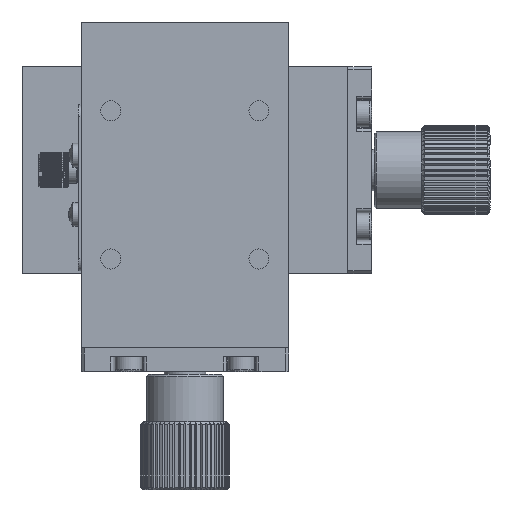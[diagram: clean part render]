
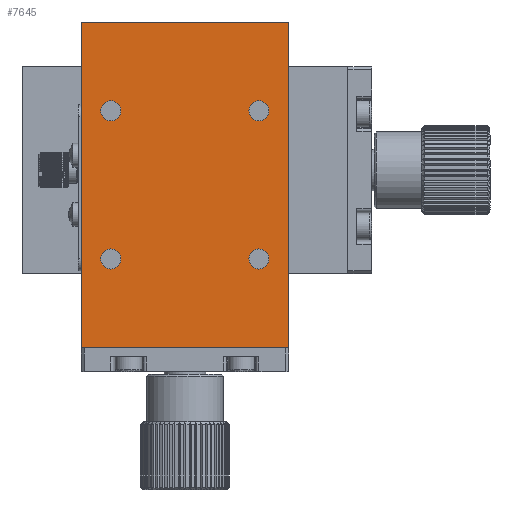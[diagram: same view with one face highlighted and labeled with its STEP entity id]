
A CAD part, front view. The second image highlights one B-rep face of the part: STEP entity #7645.
In plain terms, the highlighted planar face has unit normal (0, -1, 0).
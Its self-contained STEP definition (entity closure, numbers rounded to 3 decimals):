
#1308 = CIRCLE ( 'NONE', #28925, 1.7 ) ;
#1402 = EDGE_LOOP ( 'NONE', ( #30015 ) ) ;
#2043 = FACE_OUTER_BOUND ( 'NONE', #20388, .T. ) ;
#2268 = VERTEX_POINT ( 'NONE', #29187 ) ;
#3807 = ORIENTED_EDGE ( 'NONE', *, *, #30971, .F. ) ;
#4432 = VERTEX_POINT ( 'NONE', #34602 ) ;
#4602 = ORIENTED_EDGE ( 'NONE', *, *, #39785, .F. ) ;
#6436 = CIRCLE ( 'NONE', #17502, 1.7 ) ;
#7645 = ADVANCED_FACE ( 'NONE', ( #2043, #9442, #32184, #27513, #12901 ), #23817, .F. ) ;
#7859 = AXIS2_PLACEMENT_3D ( 'NONE', #28067, #23894, #35973 ) ;
#7961 = VERTEX_POINT ( 'NONE', #19549 ) ;
#8634 = CIRCLE ( 'NONE', #7859, 1.7 ) ;
#9286 = VERTEX_POINT ( 'NONE', #9389 ) ;
#9389 = CARTESIAN_POINT ( 'NONE',  ( 17.5, 0., 0. ) ) ;
#9442 = FACE_BOUND ( 'NONE', #1402, .T. ) ;
#9515 = ORIENTED_EDGE ( 'NONE', *, *, #25618, .F. ) ;
#9562 = CARTESIAN_POINT ( 'NONE',  ( -17.5, 0., -55. ) ) ;
#10823 = CARTESIAN_POINT ( 'NONE',  ( 17.5, 0., -55. ) ) ;
#11625 = AXIS2_PLACEMENT_3D ( 'NONE', #47301, #43061, #16109 ) ;
#12901 = FACE_BOUND ( 'NONE', #30339, .T. ) ;
#13142 = DIRECTION ( 'NONE',  ( 0., -1., 0. ) ) ;
#14548 = DIRECTION ( 'NONE',  ( 1., 0., 0. ) ) ;
#14631 = CARTESIAN_POINT ( 'NONE',  ( -12.5, 0., -13.3 ) ) ;
#15142 = ORIENTED_EDGE ( 'NONE', *, *, #46800, .F. ) ;
#15263 = ORIENTED_EDGE ( 'NONE', *, *, #33192, .F. ) ;
#16109 = DIRECTION ( 'NONE',  ( 0., 0., 1. ) ) ;
#16570 = ORIENTED_EDGE ( 'NONE', *, *, #27741, .F. ) ;
#17502 = AXIS2_PLACEMENT_3D ( 'NONE', #42978, #39028, #20009 ) ;
#17550 = CARTESIAN_POINT ( 'NONE',  ( -12.5, 0., -40. ) ) ;
#17581 = CARTESIAN_POINT ( 'NONE',  ( 12.5, 0., -40. ) ) ;
#18519 = EDGE_CURVE ( 'NONE', #7961, #32144, #43187, .T. ) ;
#18897 = VECTOR ( 'NONE', #39483, 1000. ) ;
#19549 = CARTESIAN_POINT ( 'NONE',  ( -17.5, 0., -55. ) ) ;
#20009 = DIRECTION ( 'NONE',  ( 0., 0., 1. ) ) ;
#20388 = EDGE_LOOP ( 'NONE', ( #31223, #15263, #3807, #16570 ) ) ;
#20764 = EDGE_CURVE ( 'NONE', #32221, #32221, #6436, .T. ) ;
#21853 = EDGE_LOOP ( 'NONE', ( #4602 ) ) ;
#22207 = VECTOR ( 'NONE', #14548, 1000. ) ;
#23817 = PLANE ( 'NONE',  #11625 ) ;
#23894 = DIRECTION ( 'NONE',  ( 0., -1., 0. ) ) ;
#25456 = CARTESIAN_POINT ( 'NONE',  ( 17.5, 0., 0. ) ) ;
#25618 = EDGE_CURVE ( 'NONE', #33435, #33435, #8634, .T. ) ;
#26167 = DIRECTION ( 'NONE',  ( -1., 0., 0. ) ) ;
#27513 = FACE_BOUND ( 'NONE', #48347, .T. ) ;
#27741 = EDGE_CURVE ( 'NONE', #32144, #9286, #48471, .T. ) ;
#28067 = CARTESIAN_POINT ( 'NONE',  ( -12.5, 0., -15. ) ) ;
#28925 = AXIS2_PLACEMENT_3D ( 'NONE', #17550, #47280, #32882 ) ;
#29187 = CARTESIAN_POINT ( 'NONE',  ( 12.5, 0., -38.3 ) ) ;
#29604 = AXIS2_PLACEMENT_3D ( 'NONE', #17581, #13142, #43803 ) ;
#30015 = ORIENTED_EDGE ( 'NONE', *, *, #20764, .F. ) ;
#30339 = EDGE_LOOP ( 'NONE', ( #9515 ) ) ;
#30971 = EDGE_CURVE ( 'NONE', #9286, #44672, #46901, .T. ) ;
#31185 = VECTOR ( 'NONE', #35745, 1000. ) ;
#31223 = ORIENTED_EDGE ( 'NONE', *, *, #18519, .F. ) ;
#32144 = VERTEX_POINT ( 'NONE', #37015 ) ;
#32184 = FACE_BOUND ( 'NONE', #21853, .T. ) ;
#32221 = VERTEX_POINT ( 'NONE', #47340 ) ;
#32882 = DIRECTION ( 'NONE',  ( 0., 0., 1. ) ) ;
#33192 = EDGE_CURVE ( 'NONE', #44672, #7961, #33332, .T. ) ;
#33332 = LINE ( 'NONE', #10823, #48867 ) ;
#33435 = VERTEX_POINT ( 'NONE', #14631 ) ;
#34602 = CARTESIAN_POINT ( 'NONE',  ( -12.5, 0., -38.3 ) ) ;
#35745 = DIRECTION ( 'NONE',  ( 0., 0., -1. ) ) ;
#35973 = DIRECTION ( 'NONE',  ( 0., 0., 1. ) ) ;
#36005 = CARTESIAN_POINT ( 'NONE',  ( 17.5, 0., -55. ) ) ;
#37015 = CARTESIAN_POINT ( 'NONE',  ( -17.5, 0., 0. ) ) ;
#39028 = DIRECTION ( 'NONE',  ( 0., -1., 0. ) ) ;
#39483 = DIRECTION ( 'NONE',  ( 0., 0., 1. ) ) ;
#39785 = EDGE_CURVE ( 'NONE', #2268, #2268, #43009, .T. ) ;
#42978 = CARTESIAN_POINT ( 'NONE',  ( 12.5, 0., -15. ) ) ;
#43009 = CIRCLE ( 'NONE', #29604, 1.7 ) ;
#43061 = DIRECTION ( 'NONE',  ( 0., 1., 0. ) ) ;
#43187 = LINE ( 'NONE', #9562, #18897 ) ;
#43803 = DIRECTION ( 'NONE',  ( 0., 0., 1. ) ) ;
#44672 = VERTEX_POINT ( 'NONE', #36005 ) ;
#46800 = EDGE_CURVE ( 'NONE', #4432, #4432, #1308, .T. ) ;
#46901 = LINE ( 'NONE', #47147, #31185 ) ;
#47147 = CARTESIAN_POINT ( 'NONE',  ( 17.5, 0., -55. ) ) ;
#47280 = DIRECTION ( 'NONE',  ( 0., -1., 0. ) ) ;
#47301 = CARTESIAN_POINT ( 'NONE',  ( 17.5, 0., -55. ) ) ;
#47340 = CARTESIAN_POINT ( 'NONE',  ( 12.5, 0., -13.3 ) ) ;
#48347 = EDGE_LOOP ( 'NONE', ( #15142 ) ) ;
#48471 = LINE ( 'NONE', #25456, #22207 ) ;
#48867 = VECTOR ( 'NONE', #26167, 1000. ) ;
